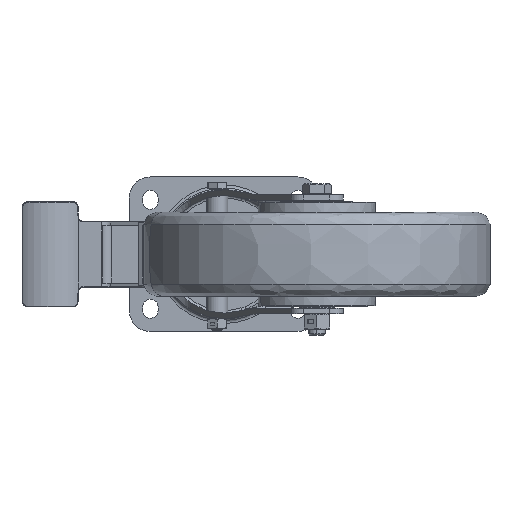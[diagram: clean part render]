
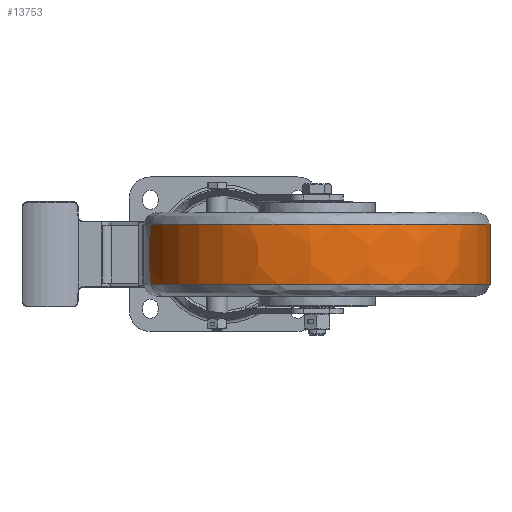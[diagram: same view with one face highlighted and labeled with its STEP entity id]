
A CAD part, front view. The second image highlights one B-rep face of the part: STEP entity #13753.
In plain terms, the highlighted free-form (B-spline) face has degree [3, 3] with [4, 4] control points.
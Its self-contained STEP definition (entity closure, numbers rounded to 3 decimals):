
#896 = CARTESIAN_POINT ( 'NONE',  ( 256.395, -364.535, 65.595 ) ) ;
#2648 = CARTESIAN_POINT ( 'NONE',  ( 20.609, -437.037, 22.61 ) ) ;
#2727 = CARTESIAN_POINT ( 'NONE',  ( -51.893, -201.251, 65.595 ) ) ;
#3512 = DIRECTION ( 'NONE',  ( -0.294, 0.956, 0. ) ) ;
#3894 = CARTESIAN_POINT ( 'NONE',  ( 51.663, -169.409, 44.102 ) ) ;
#4461 = CARTESIAN_POINT ( 'NONE',  ( 186.012, -128.097, 36.881 ) ) ;
#4988 = VERTEX_POINT ( 'NONE', #13208 ) ;
#5049 = CARTESIAN_POINT ( 'NONE',  ( 66., -165., 22.61 ) ) ;
#5367 =( BOUNDED_SURFACE ( )  B_SPLINE_SURFACE ( 3, 3, ( 
 ( #16841, #13273, #2648, #15063 ),
 ( #4461, #16924, #6210, #18798 ),
 ( #7966, #20628, #9704, #22446 ),
 ( #11547, #896, #13343, #2727 ) ),
 .UNSPECIFIED., .F., .F., .T. ) 
 B_SPLINE_SURFACE_WITH_KNOTS ( ( 4, 4 ),
 ( 4, 4 ),
 ( 0., 1. ),
 ( 0., 1. ),
 .UNSPECIFIED. ) 
 GEOMETRIC_REPRESENTATION_ITEM ( )  RATIONAL_B_SPLINE_SURFACE ( (
 ( 1., 0.333, 0.333, 1.),
 ( 0.992, 0.331, 0.331, 0.992),
 ( 0.992, 0.331, 0.331, 0.992),
 ( 1., 0.333, 0.333, 1.) ) ) 
 REPRESENTATION_ITEM ( '' )  SURFACE ( )  );
#5422 = CARTESIAN_POINT ( 'NONE',  ( 66., -165., 65.595 ) ) ;
#5495 = CARTESIAN_POINT ( 'NONE',  ( 183.893, -128.749, 65.595 ) ) ;
#5677 = DIRECTION ( 'NONE',  ( 0.956, 0.294, 0. ) ) ;
#6097 = EDGE_CURVE ( 'NONE', #4988, #14037, #12412, .T. ) ;
#6210 = CARTESIAN_POINT ( 'NONE',  ( 19.793, -441.927, 36.881 ) ) ;
#6998 = CIRCLE ( 'NONE', #10854, 123.34 ) ;
#7168 = DIRECTION ( 'NONE',  ( -0.956, -0.294, 0. ) ) ;
#7966 = CARTESIAN_POINT ( 'NONE',  ( 186.012, -128.097, 51.323 ) ) ;
#8760 = EDGE_CURVE ( 'NONE', #12059, #12461, #6998, .T. ) ;
#9516 = ORIENTED_EDGE ( 'NONE', *, *, #9855, .T. ) ;
#9704 = CARTESIAN_POINT ( 'NONE',  ( 19.793, -441.927, 51.323 ) ) ;
#9855 = EDGE_CURVE ( 'NONE', #14037, #12059, #10798, .T. ) ;
#10556 = CARTESIAN_POINT ( 'NONE',  ( 183.893, -128.749, 22.61 ) ) ;
#10798 = CIRCLE ( 'NONE', #13006, 140. ) ;
#10854 = AXIS2_PLACEMENT_3D ( 'NONE', #5422, #17945, #7168 ) ;
#11547 = CARTESIAN_POINT ( 'NONE',  ( 183.893, -128.749, 65.595 ) ) ;
#11866 = EDGE_LOOP ( 'NONE', ( #20226, #9516, #16678, #23259 ) ) ;
#12059 = VERTEX_POINT ( 'NONE', #5495 ) ;
#12134 = FACE_OUTER_BOUND ( 'NONE', #11866, .T. ) ;
#12253 = CIRCLE ( 'NONE', #14499, 140. ) ;
#12288 = DIRECTION ( 'NONE',  ( -0.956, -0.294, 0. ) ) ;
#12412 = CIRCLE ( 'NONE', #17802, 123.34 ) ;
#12461 = VERTEX_POINT ( 'NONE', #19399 ) ;
#13006 = AXIS2_PLACEMENT_3D ( 'NONE', #3894, #16308, #5677 ) ;
#13208 = CARTESIAN_POINT ( 'NONE',  ( -51.893, -201.251, 22.61 ) ) ;
#13273 = CARTESIAN_POINT ( 'NONE',  ( 256.395, -364.535, 22.61 ) ) ;
#13343 = CARTESIAN_POINT ( 'NONE',  ( 20.609, -437.037, 65.595 ) ) ;
#13753 = ADVANCED_FACE ( 'NONE', ( #12134 ), #5367, .T. ) ;
#14037 = VERTEX_POINT ( 'NONE', #10556 ) ;
#14127 = CARTESIAN_POINT ( 'NONE',  ( 80.337, -160.591, 44.102 ) ) ;
#14499 = AXIS2_PLACEMENT_3D ( 'NONE', #14127, #3512, #15906 ) ;
#15063 = CARTESIAN_POINT ( 'NONE',  ( -51.893, -201.251, 22.61 ) ) ;
#15906 = DIRECTION ( 'NONE',  ( -0.956, -0.294, 0. ) ) ;
#16308 = DIRECTION ( 'NONE',  ( 0.294, -0.956, 0. ) ) ;
#16678 = ORIENTED_EDGE ( 'NONE', *, *, #8760, .T. ) ;
#16841 = CARTESIAN_POINT ( 'NONE',  ( 183.893, -128.749, 22.61 ) ) ;
#16924 = CARTESIAN_POINT ( 'NONE',  ( 259.817, -368.122, 36.881 ) ) ;
#17802 = AXIS2_PLACEMENT_3D ( 'NONE', #5049, #20594, #12288 ) ;
#17945 = DIRECTION ( 'NONE',  ( 0., 0., -1. ) ) ;
#17982 = EDGE_CURVE ( 'NONE', #4988, #12461, #12253, .T. ) ;
#18798 = CARTESIAN_POINT ( 'NONE',  ( -54.012, -201.903, 36.881 ) ) ;
#19399 = CARTESIAN_POINT ( 'NONE',  ( -51.893, -201.251, 65.595 ) ) ;
#20226 = ORIENTED_EDGE ( 'NONE', *, *, #6097, .T. ) ;
#20594 = DIRECTION ( 'NONE',  ( 0., 0., 1. ) ) ;
#20628 = CARTESIAN_POINT ( 'NONE',  ( 259.817, -368.122, 51.323 ) ) ;
#22446 = CARTESIAN_POINT ( 'NONE',  ( -54.012, -201.903, 51.323 ) ) ;
#23259 = ORIENTED_EDGE ( 'NONE', *, *, #17982, .F. ) ;
